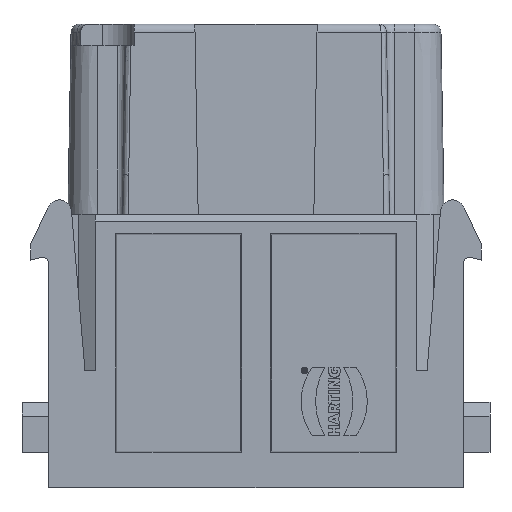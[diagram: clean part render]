
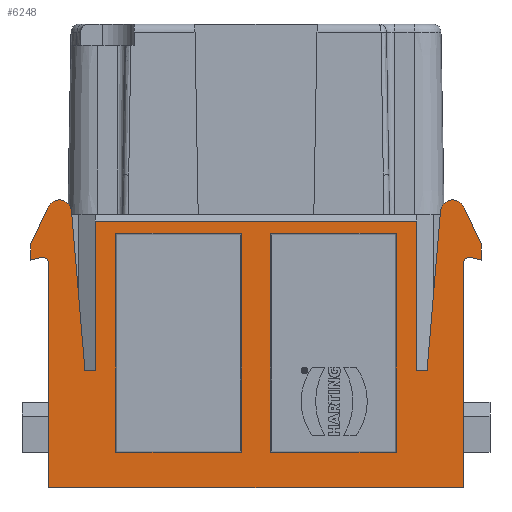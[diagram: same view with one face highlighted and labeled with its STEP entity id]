
A CAD part, left-side view. The second image highlights one B-rep face of the part: STEP entity #6248.
In plain terms, the highlighted planar face has unit normal (-1, 0, 0).
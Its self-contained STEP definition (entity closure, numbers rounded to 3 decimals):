
#6248=ADVANCED_FACE('',(#7500,#7501,#7502),#7070,.F.);
#7070=PLANE('',#22517);
#7500=FACE_BOUND('',#7760,.T.);
#7501=FACE_BOUND('',#7761,.T.);
#7502=FACE_BOUND('',#7762,.T.);
#7760=EDGE_LOOP('',(#9417,#9418,#9419,#9420));
#7761=EDGE_LOOP('',(#9421,#9422,#9423,#9424));
#7762=EDGE_LOOP('',(#9425,#9426,#9427,#9428,#9429,#9430,#9431,#9432,#9433,
#9434,#9435,#9436,#9437,#9438,#9439,#9440,#9441,#9442,#9443,#9444));
#9417=ORIENTED_EDGE('',*,*,#15112,.T.);
#9418=ORIENTED_EDGE('',*,*,#15114,.T.);
#9419=ORIENTED_EDGE('',*,*,#15115,.T.);
#9420=ORIENTED_EDGE('',*,*,#15110,.T.);
#9421=ORIENTED_EDGE('',*,*,#15119,.T.);
#9422=ORIENTED_EDGE('',*,*,#15122,.T.);
#9423=ORIENTED_EDGE('',*,*,#15125,.T.);
#9424=ORIENTED_EDGE('',*,*,#15127,.T.);
#9425=ORIENTED_EDGE('',*,*,#15270,.T.);
#9426=ORIENTED_EDGE('',*,*,#15271,.T.);
#9427=ORIENTED_EDGE('',*,*,#15272,.F.);
#9428=ORIENTED_EDGE('',*,*,#15102,.F.);
#9429=ORIENTED_EDGE('',*,*,#15273,.T.);
#9430=ORIENTED_EDGE('',*,*,#15274,.T.);
#9431=ORIENTED_EDGE('',*,*,#15275,.T.);
#9432=ORIENTED_EDGE('',*,*,#15276,.T.);
#9433=ORIENTED_EDGE('',*,*,#15277,.T.);
#9434=ORIENTED_EDGE('',*,*,#15278,.T.);
#9435=ORIENTED_EDGE('',*,*,#15279,.F.);
#9436=ORIENTED_EDGE('',*,*,#14918,.F.);
#9437=ORIENTED_EDGE('',*,*,#15245,.T.);
#9438=ORIENTED_EDGE('',*,*,#15280,.T.);
#9439=ORIENTED_EDGE('',*,*,#15281,.T.);
#9440=ORIENTED_EDGE('',*,*,#15282,.T.);
#9441=ORIENTED_EDGE('',*,*,#15283,.T.);
#9442=ORIENTED_EDGE('',*,*,#15284,.T.);
#9443=ORIENTED_EDGE('',*,*,#15285,.T.);
#9444=ORIENTED_EDGE('',*,*,#15286,.F.);
#13408=VERTEX_POINT('',#27719);
#13415=VERTEX_POINT('',#27732);
#13599=VERTEX_POINT('',#28405);
#13600=VERTEX_POINT('',#28407);
#13605=VERTEX_POINT('',#28419);
#13606=VERTEX_POINT('',#28421);
#13607=VERTEX_POINT('',#28425);
#13608=VERTEX_POINT('',#28429);
#13609=VERTEX_POINT('',#28435);
#13612=VERTEX_POINT('',#28440);
#13614=VERTEX_POINT('',#28446);
#13616=VERTEX_POINT('',#28452);
#13715=VERTEX_POINT('',#28778);
#13739=VERTEX_POINT('',#28830);
#13740=VERTEX_POINT('',#28831);
#13741=VERTEX_POINT('',#28833);
#13742=VERTEX_POINT('',#28836);
#13743=VERTEX_POINT('',#28838);
#13744=VERTEX_POINT('',#28840);
#13745=VERTEX_POINT('',#28842);
#13746=VERTEX_POINT('',#28844);
#13747=VERTEX_POINT('',#28846);
#13748=VERTEX_POINT('',#28849);
#13749=VERTEX_POINT('',#28851);
#13750=VERTEX_POINT('',#28853);
#13751=VERTEX_POINT('',#28855);
#13752=VERTEX_POINT('',#28857);
#13753=VERTEX_POINT('',#28859);
#14918=EDGE_CURVE('',#13415,#13408,#18490,.T.);
#15102=EDGE_CURVE('',#13599,#13600,#18549,.T.);
#15110=EDGE_CURVE('',#13605,#13606,#18557,.T.);
#15112=EDGE_CURVE('',#13606,#13607,#18559,.T.);
#15114=EDGE_CURVE('',#13607,#13608,#18561,.T.);
#15115=EDGE_CURVE('',#13608,#13605,#18562,.T.);
#15119=EDGE_CURVE('',#13609,#13612,#18566,.T.);
#15122=EDGE_CURVE('',#13612,#13614,#18569,.T.);
#15125=EDGE_CURVE('',#13614,#13616,#18572,.T.);
#15127=EDGE_CURVE('',#13616,#13609,#18574,.T.);
#15245=EDGE_CURVE('',#13415,#13715,#18657,.T.);
#15270=EDGE_CURVE('',#13739,#13740,#18678,.T.);
#15271=EDGE_CURVE('',#13740,#13741,#18679,.T.);
#15272=EDGE_CURVE('',#13600,#13741,#18680,.T.);
#15273=EDGE_CURVE('',#13599,#13742,#18681,.T.);
#15274=EDGE_CURVE('',#13742,#13743,#17936,.T.);
#15275=EDGE_CURVE('',#13743,#13744,#18682,.T.);
#15276=EDGE_CURVE('',#13744,#13745,#18683,.T.);
#15277=EDGE_CURVE('',#13745,#13746,#18684,.T.);
#15278=EDGE_CURVE('',#13746,#13747,#17937,.T.);
#15279=EDGE_CURVE('',#13408,#13747,#18685,.T.);
#15280=EDGE_CURVE('',#13715,#13748,#17938,.T.);
#15281=EDGE_CURVE('',#13748,#13749,#18686,.T.);
#15282=EDGE_CURVE('',#13749,#13750,#18687,.T.);
#15283=EDGE_CURVE('',#13750,#13751,#18688,.T.);
#15284=EDGE_CURVE('',#13751,#13752,#17939,.T.);
#15285=EDGE_CURVE('',#13752,#13753,#18689,.T.);
#15286=EDGE_CURVE('',#13739,#13753,#18690,.T.);
#17936=CIRCLE('',#22513,0.9);
#17937=CIRCLE('',#22514,0.45);
#17938=CIRCLE('',#22515,0.45);
#17939=CIRCLE('',#22516,0.9);
#18490=LINE('',#27733,#19841);
#18549=LINE('',#28406,#19900);
#18557=LINE('',#28422,#19908);
#18559=LINE('',#28426,#19910);
#18561=LINE('',#28430,#19912);
#18562=LINE('',#28432,#19913);
#18566=LINE('',#28441,#19917);
#18569=LINE('',#28447,#19920);
#18572=LINE('',#28453,#19923);
#18574=LINE('',#28456,#19925);
#18657=LINE('',#28779,#20008);
#18678=LINE('',#28829,#20029);
#18679=LINE('',#28832,#20030);
#18680=LINE('',#28834,#20031);
#18681=LINE('',#28835,#20032);
#18682=LINE('',#28839,#20033);
#18683=LINE('',#28841,#20034);
#18684=LINE('',#28843,#20035);
#18685=LINE('',#28847,#20036);
#18686=LINE('',#28850,#20037);
#18687=LINE('',#28852,#20038);
#18688=LINE('',#28854,#20039);
#18689=LINE('',#28858,#20040);
#18690=LINE('',#28860,#20041);
#19841=VECTOR('',#23352,1.);
#19900=VECTOR('',#23495,1.);
#19908=VECTOR('',#23505,1.);
#19910=VECTOR('',#23509,1.);
#19912=VECTOR('',#23513,1.);
#19913=VECTOR('',#23516,1.);
#19917=VECTOR('',#23522,1.);
#19920=VECTOR('',#23527,1.);
#19923=VECTOR('',#23532,1.);
#19925=VECTOR('',#23536,1.);
#20008=VECTOR('',#23715,1.);
#20029=VECTOR('',#23748,1.);
#20030=VECTOR('',#23749,1.);
#20031=VECTOR('',#23750,1.);
#20032=VECTOR('',#23751,1.);
#20033=VECTOR('',#23754,1.);
#20034=VECTOR('',#23755,1.);
#20035=VECTOR('',#23756,1.);
#20036=VECTOR('',#23759,1.);
#20037=VECTOR('',#23762,1.);
#20038=VECTOR('',#23763,1.);
#20039=VECTOR('',#23764,1.);
#20040=VECTOR('',#23767,1.);
#20041=VECTOR('',#23768,1.);
#22513=AXIS2_PLACEMENT_3D('',#28837,#23752,#23753);
#22514=AXIS2_PLACEMENT_3D('',#28845,#23757,#23758);
#22515=AXIS2_PLACEMENT_3D('',#28848,#23760,#23761);
#22516=AXIS2_PLACEMENT_3D('',#28856,#23765,#23766);
#22517=AXIS2_PLACEMENT_3D('',#28861,#23769,#23770);
#23352=DIRECTION('',(0.,1.,0.));
#23495=DIRECTION('',(0.,-1.,0.));
#23505=DIRECTION('',(0.,-1.,0.));
#23509=DIRECTION('',(0.,0.,-1.));
#23513=DIRECTION('',(0.,1.,0.));
#23516=DIRECTION('',(0.,0.,1.));
#23522=DIRECTION('',(0.,-1.,0.));
#23527=DIRECTION('',(0.,0.,-1.));
#23532=DIRECTION('',(0.,1.,0.));
#23536=DIRECTION('',(0.,0.,1.));
#23715=DIRECTION('',(0.,0.,1.));
#23748=DIRECTION('',(0.,0.,1.));
#23749=DIRECTION('',(0.,1.,0.));
#23750=DIRECTION('',(0.,0.,1.));
#23751=DIRECTION('',(0.,0.084,0.996));
#23752=DIRECTION('',(-1.,0.,0.));
#23753=DIRECTION('',(0.,-1.,0.));
#23754=DIRECTION('',(0.,0.423,-0.906));
#23755=DIRECTION('',(0.,0.,-1.));
#23756=DIRECTION('',(0.,-0.966,0.259));
#23757=DIRECTION('',(1.,0.,0.));
#23758=DIRECTION('',(0.,-1.,0.));
#23759=DIRECTION('',(0.,0.,1.));
#23760=DIRECTION('',(1.,0.,0.));
#23761=DIRECTION('',(0.,1.,0.));
#23762=DIRECTION('',(0.,-0.966,-0.259));
#23763=DIRECTION('',(0.,0.,1.));
#23764=DIRECTION('',(0.,0.423,0.906));
#23765=DIRECTION('',(-1.,0.,0.));
#23766=DIRECTION('',(0.,1.,0.));
#23767=DIRECTION('',(0.,0.084,-0.996));
#23768=DIRECTION('',(0.,-1.,0.));
#23769=DIRECTION('',(1.,0.,0.));
#23770=DIRECTION('',(0.,0.,-1.));
#27719=CARTESIAN_POINT('',(-7.325,15.15,-17.9));
#27732=CARTESIAN_POINT('',(-7.325,-15.15,-17.9));
#27733=CARTESIAN_POINT('',(-7.325,-15.15,-17.9));
#28405=CARTESIAN_POINT('',(-7.325,12.5,-9.35));
#28406=CARTESIAN_POINT('',(-7.325,15.15,-9.35));
#28407=CARTESIAN_POINT('',(-7.325,11.75,-9.35));
#28419=CARTESIAN_POINT('',(-7.325,-1.05,0.7));
#28421=CARTESIAN_POINT('',(-7.325,-10.25,0.7));
#28422=CARTESIAN_POINT('',(-7.325,-15.15,0.7));
#28425=CARTESIAN_POINT('',(-7.325,-10.25,-15.3));
#28426=CARTESIAN_POINT('',(-7.325,-10.25,-17.9));
#28429=CARTESIAN_POINT('',(-7.325,-1.05,-15.3));
#28430=CARTESIAN_POINT('',(-7.325,-15.15,-15.3));
#28432=CARTESIAN_POINT('',(-7.325,-1.05,-17.9));
#28435=CARTESIAN_POINT('',(-7.325,10.25,0.7));
#28440=CARTESIAN_POINT('',(-7.325,1.05,0.7));
#28441=CARTESIAN_POINT('',(-7.325,-15.15,0.7));
#28446=CARTESIAN_POINT('',(-7.325,1.05,-15.3));
#28447=CARTESIAN_POINT('',(-7.325,1.05,-17.9));
#28452=CARTESIAN_POINT('',(-7.325,10.25,-15.3));
#28453=CARTESIAN_POINT('',(-7.325,-15.15,-15.3));
#28456=CARTESIAN_POINT('',(-7.325,10.25,-17.9));
#28778=CARTESIAN_POINT('',(-7.325,-15.15,-1.5));
#28779=CARTESIAN_POINT('',(-7.325,-15.15,-17.9));
#28829=CARTESIAN_POINT('',(-7.325,-11.75,-9.35));
#28830=CARTESIAN_POINT('',(-7.325,-11.75,-9.35));
#28831=CARTESIAN_POINT('',(-7.325,-11.75,1.6));
#28832=CARTESIAN_POINT('',(-7.325,-15.15,1.6));
#28833=CARTESIAN_POINT('',(-7.325,11.75,1.6));
#28834=CARTESIAN_POINT('',(-7.325,11.75,-9.35));
#28835=CARTESIAN_POINT('',(-7.325,13.48,2.325));
#28836=CARTESIAN_POINT('',(-7.325,13.48,2.325));
#28837=CARTESIAN_POINT('',(-7.325,14.377,2.25));
#28838=CARTESIAN_POINT('',(-7.325,15.193,2.631));
#28839=CARTESIAN_POINT('',(-7.325,16.45,-0.062));
#28840=CARTESIAN_POINT('',(-7.325,16.45,-0.062));
#28841=CARTESIAN_POINT('',(-7.325,16.45,-1.262));
#28842=CARTESIAN_POINT('',(-7.325,16.45,-1.262));
#28843=CARTESIAN_POINT('',(-7.325,15.716,-1.065));
#28844=CARTESIAN_POINT('',(-7.325,15.716,-1.065));
#28845=CARTESIAN_POINT('',(-7.325,15.6,-1.5));
#28846=CARTESIAN_POINT('',(-7.325,15.15,-1.5));
#28847=CARTESIAN_POINT('',(-7.325,15.15,-17.9));
#28848=CARTESIAN_POINT('',(-7.325,-15.6,-1.5));
#28849=CARTESIAN_POINT('',(-7.325,-15.716,-1.065));
#28850=CARTESIAN_POINT('',(-7.325,-15.716,-1.065));
#28851=CARTESIAN_POINT('',(-7.325,-16.45,-1.262));
#28852=CARTESIAN_POINT('',(-7.325,-16.45,-1.262));
#28853=CARTESIAN_POINT('',(-7.325,-16.45,-0.062));
#28854=CARTESIAN_POINT('',(-7.325,-16.45,-0.062));
#28855=CARTESIAN_POINT('',(-7.325,-15.193,2.631));
#28856=CARTESIAN_POINT('',(-7.325,-14.377,2.25));
#28857=CARTESIAN_POINT('',(-7.325,-13.48,2.325));
#28858=CARTESIAN_POINT('',(-7.325,-13.48,2.325));
#28859=CARTESIAN_POINT('',(-7.325,-12.5,-9.35));
#28860=CARTESIAN_POINT('',(-7.325,-11.75,-9.35));
#28861=CARTESIAN_POINT('',(-7.325,-15.15,-17.9));
